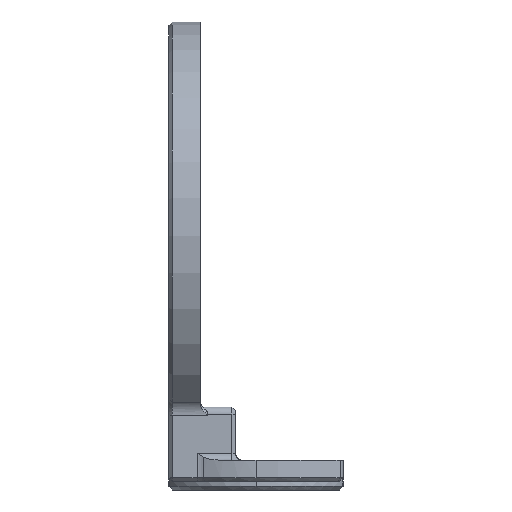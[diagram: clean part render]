
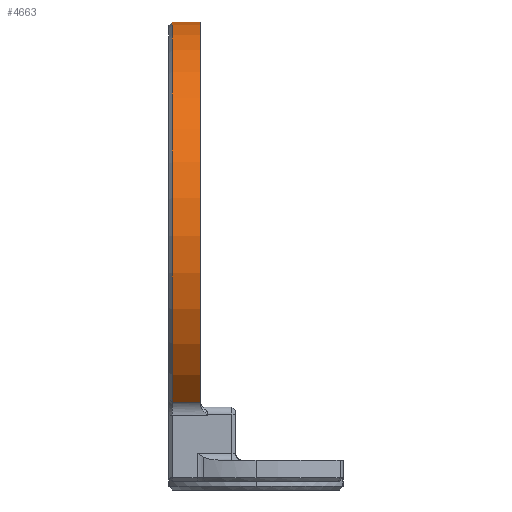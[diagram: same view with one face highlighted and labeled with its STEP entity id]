
A CAD part, left-side view. The second image highlights one B-rep face of the part: STEP entity #4663.
In plain terms, the highlighted cylindrical face has radius 62 mm (diameter 124 mm), a partial arc.
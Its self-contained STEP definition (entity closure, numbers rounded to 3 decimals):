
#162 = EDGE_CURVE ( 'NONE', #2058, #333, #1253, .T. ) ;
#197 = ORIENTED_EDGE ( 'NONE', *, *, #839, .T. ) ;
#288 = ORIENTED_EDGE ( 'NONE', *, *, #5121, .T. ) ;
#333 = VERTEX_POINT ( 'NONE', #5377 ) ;
#375 = DIRECTION ( 'NONE',  ( 0., 1., 0. ) ) ;
#544 = DIRECTION ( 'NONE',  ( 0., 1., 0. ) ) ;
#809 = DIRECTION ( 'NONE',  ( 0., 0., 1. ) ) ;
#839 = EDGE_CURVE ( 'NONE', #4414, #2058, #2956, .T. ) ;
#891 = AXIS2_PLACEMENT_3D ( 'NONE', #1081, #2749, #4424 ) ;
#1081 = CARTESIAN_POINT ( 'NONE',  ( 0., 23.85, 71.5 ) ) ;
#1253 = LINE ( 'NONE', #2925, #4627 ) ;
#1397 = EDGE_LOOP ( 'NONE', ( #197, #5165, #288, #1483 ) ) ;
#1483 = ORIENTED_EDGE ( 'NONE', *, *, #3175, .T. ) ;
#1797 = DIRECTION ( 'NONE',  ( 0., 0., 1. ) ) ;
#2010 = VERTEX_POINT ( 'NONE', #2674 ) ;
#2058 = VERTEX_POINT ( 'NONE', #3594 ) ;
#2280 = CARTESIAN_POINT ( 'NONE',  ( -41.118, 15.85, 25.096 ) ) ;
#2645 = FACE_OUTER_BOUND ( 'NONE', #1397, .T. ) ;
#2674 = CARTESIAN_POINT ( 'NONE',  ( -41.118, 23.85, 25.096 ) ) ;
#2749 = DIRECTION ( 'NONE',  ( 0., -1., 0. ) ) ;
#2758 = CARTESIAN_POINT ( 'NONE',  ( -41.118, 15.85, 25.096 ) ) ;
#2791 = LINE ( 'NONE', #2758, #3201 ) ;
#2925 = CARTESIAN_POINT ( 'NONE',  ( 0., 15.85, 133.5 ) ) ;
#2956 = CIRCLE ( 'NONE', #3144, 62. ) ;
#3144 = AXIS2_PLACEMENT_3D ( 'NONE', #4648, #3279, #809 ) ;
#3175 = EDGE_CURVE ( 'NONE', #2010, #4414, #2791, .T. ) ;
#3201 = VECTOR ( 'NONE', #4060, 1000. ) ;
#3279 = DIRECTION ( 'NONE',  ( 0., 1., 0. ) ) ;
#3327 = AXIS2_PLACEMENT_3D ( 'NONE', #4299, #544, #1797 ) ;
#3594 = CARTESIAN_POINT ( 'NONE',  ( 0., 15.85, 133.5 ) ) ;
#3857 = CYLINDRICAL_SURFACE ( 'NONE', #3327, 62. ) ;
#4060 = DIRECTION ( 'NONE',  ( 0., -1., 0. ) ) ;
#4299 = CARTESIAN_POINT ( 'NONE',  ( 0., 15.85, 71.5 ) ) ;
#4414 = VERTEX_POINT ( 'NONE', #2280 ) ;
#4424 = DIRECTION ( 'NONE',  ( 0., 0., 1. ) ) ;
#4627 = VECTOR ( 'NONE', #375, 1000. ) ;
#4648 = CARTESIAN_POINT ( 'NONE',  ( 0., 15.85, 71.5 ) ) ;
#4663 = ADVANCED_FACE ( 'NONE', ( #2645 ), #3857, .T. ) ;
#5121 = EDGE_CURVE ( 'NONE', #333, #2010, #5177, .T. ) ;
#5165 = ORIENTED_EDGE ( 'NONE', *, *, #162, .T. ) ;
#5177 = CIRCLE ( 'NONE', #891, 62. ) ;
#5377 = CARTESIAN_POINT ( 'NONE',  ( 0., 23.85, 133.5 ) ) ;
